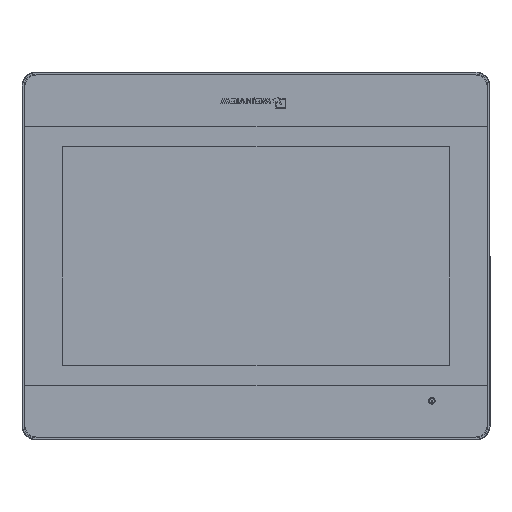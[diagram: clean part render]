
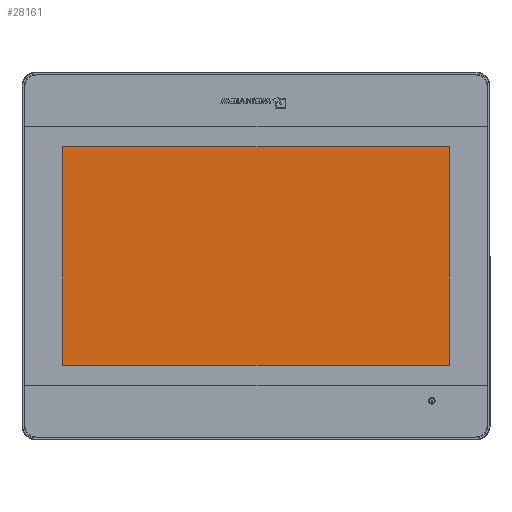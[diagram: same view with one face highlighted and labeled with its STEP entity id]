
A CAD part, top view. The second image highlights one B-rep face of the part: STEP entity #28161.
In plain terms, the highlighted planar face has unit normal (0, 0, 1).
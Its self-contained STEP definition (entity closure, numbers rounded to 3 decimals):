
#608 = VERTEX_POINT ( 'NONE', #60996 ) ;
#1259 = VECTOR ( 'NONE', #61068, 1000. ) ;
#1346 = FACE_OUTER_BOUND ( 'NONE', #28270, .T. ) ;
#8273 = VERTEX_POINT ( 'NONE', #20458 ) ;
#14187 = LINE ( 'NONE', #28914, #1259 ) ;
#14523 = CARTESIAN_POINT ( 'NONE',  ( 111.87, 63.14, 5.43 ) ) ;
#17027 = DIRECTION ( 'NONE',  ( -1., 0., 0. ) ) ;
#20458 = CARTESIAN_POINT ( 'NONE',  ( -111.87, 63.14, 5.43 ) ) ;
#20704 = DIRECTION ( 'NONE',  ( -1., 0., 0. ) ) ;
#20946 = CARTESIAN_POINT ( 'NONE',  ( -111.87, 97.8, 5.43 ) ) ;
#22586 = EDGE_CURVE ( 'NONE', #8273, #56535, #67494, .T. ) ;
#22621 = ORIENTED_EDGE ( 'NONE', *, *, #33004, .F. ) ;
#28161 = ADVANCED_FACE ( 'NONE', ( #1346 ), #49906, .T. ) ;
#28270 = EDGE_LOOP ( 'NONE', ( #22621, #50761, #41525, #32658 ) ) ;
#28914 = CARTESIAN_POINT ( 'NONE',  ( 111.87, 97.8, 5.43 ) ) ;
#30223 = EDGE_CURVE ( 'NONE', #608, #34067, #58118, .T. ) ;
#31786 = CARTESIAN_POINT ( 'NONE',  ( -126.8, 63.14, 5.43 ) ) ;
#32658 = ORIENTED_EDGE ( 'NONE', *, *, #22586, .F. ) ;
#33004 = EDGE_CURVE ( 'NONE', #34067, #8273, #47517, .T. ) ;
#33603 = VECTOR ( 'NONE', #46101, 1000. ) ;
#34067 = VERTEX_POINT ( 'NONE', #38320 ) ;
#38320 = CARTESIAN_POINT ( 'NONE',  ( -111.87, -63.14, 5.43 ) ) ;
#40576 = AXIS2_PLACEMENT_3D ( 'NONE', #44269, #59385, #17027 ) ;
#41525 = ORIENTED_EDGE ( 'NONE', *, *, #57980, .F. ) ;
#44269 = CARTESIAN_POINT ( 'NONE',  ( -126.8, 97.8, 5.43 ) ) ;
#46101 = DIRECTION ( 'NONE',  ( 1., 0., 0. ) ) ;
#47517 = LINE ( 'NONE', #20946, #49781 ) ;
#48563 = VECTOR ( 'NONE', #20704, 1000. ) ;
#49781 = VECTOR ( 'NONE', #59072, 1000. ) ;
#49906 = PLANE ( 'NONE',  #40576 ) ;
#50761 = ORIENTED_EDGE ( 'NONE', *, *, #30223, .F. ) ;
#56535 = VERTEX_POINT ( 'NONE', #14523 ) ;
#57432 = CARTESIAN_POINT ( 'NONE',  ( -126.8, -63.14, 5.43 ) ) ;
#57980 = EDGE_CURVE ( 'NONE', #56535, #608, #14187, .T. ) ;
#58118 = LINE ( 'NONE', #57432, #48563 ) ;
#59072 = DIRECTION ( 'NONE',  ( 0., 1., 0. ) ) ;
#59385 = DIRECTION ( 'NONE',  ( 0., 0., 1. ) ) ;
#60996 = CARTESIAN_POINT ( 'NONE',  ( 111.87, -63.14, 5.43 ) ) ;
#61068 = DIRECTION ( 'NONE',  ( 0., -1., 0. ) ) ;
#67494 = LINE ( 'NONE', #31786, #33603 ) ;
